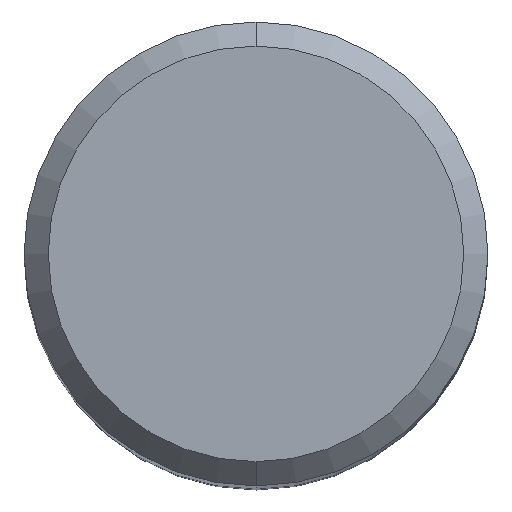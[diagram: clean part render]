
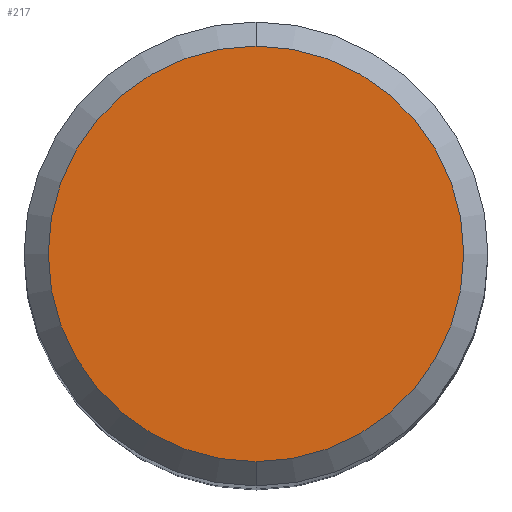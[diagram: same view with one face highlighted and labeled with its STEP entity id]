
A CAD part, top view. The second image highlights one B-rep face of the part: STEP entity #217.
In plain terms, the highlighted planar face has unit normal (0, 0, 1).
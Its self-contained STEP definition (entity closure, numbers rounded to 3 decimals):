
#157=VERTEX_POINT('',#388);
#189=EDGE_CURVE('',#157,#271,#424,.T.);
#217=ADVANCED_FACE('',(#457),#458,.T.);
#231=EDGE_CURVE('',#271,#157,#476,.T.);
#271=VERTEX_POINT('',#518);
#388=CARTESIAN_POINT('',(0.0,4.3,0.));
#424=CIRCLE('',#698,4.3);
#457=FACE_OUTER_BOUND('',#737,.T.);
#458=PLANE('',#738);
#476=CIRCLE('',#759,4.3);
#518=CARTESIAN_POINT('',(0.,-4.3,0.));
#698=AXIS2_PLACEMENT_3D('',#989,#990,#991);
#737=EDGE_LOOP('',(#1046,#1047));
#738=AXIS2_PLACEMENT_3D('',#1048,#1049,#1050);
#759=AXIS2_PLACEMENT_3D('',#1084,#1085,#1086);
#989=CARTESIAN_POINT('',(0.0,0.0,0.));
#990=DIRECTION('',(0.0,0.0,-1.0));
#991=DIRECTION('',(0.0,1.0,0.0));
#1046=ORIENTED_EDGE('',*,*,#189,.F.);
#1047=ORIENTED_EDGE('',*,*,#231,.F.);
#1048=CARTESIAN_POINT('',(0.0,2.15,0.));
#1049=DIRECTION('',(-0.0,0.0,1.0));
#1050=DIRECTION('',(0.0,-1.0,0.0));
#1084=CARTESIAN_POINT('',(0.0,0.0,0.));
#1085=DIRECTION('',(0.0,0.0,-1.0));
#1086=DIRECTION('',(0.0,1.0,0.0));
